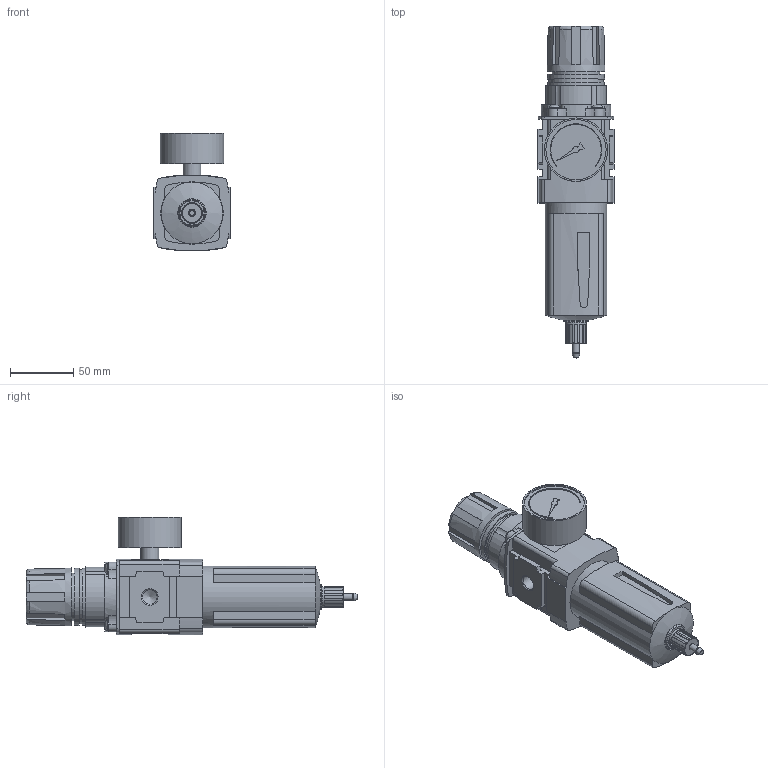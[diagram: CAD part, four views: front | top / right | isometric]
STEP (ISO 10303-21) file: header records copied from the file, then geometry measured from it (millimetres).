
FILE_DESCRIPTION( ( 'STEP AP214' ), ' ' );
FILE_NAME( 'P32EB12EGMBNGP.stp', '2017-09-21T08:39:59', ( '' ), ( '' ), ' ', 'PARTsolutions', ' ' );
FILE_SCHEMA( ( 'AUTOMOTIVE_DESIGN { 1 0 10303 214 1 1 1 1 }' ) );
Length unit declared in the file: inch
Products named in the file (6): P32EB12EGMBNGP; _P32EB12EGG_body; _P32EBGM_bowl; _P32EBGM_drain; _P32EBGM_regulator; _P32EB1GG_gauge
Assembly tree (5 placements, depth 2):
  P32EB12EGMBNGP
    _P32EB12EGG_body
    _P32EBGM_bowl
    _P32EBGM_drain
    _P32EBGM_regulator
    _P32EB1GG_gauge
Bounding box: 60 x 261.75 x 92.91 mm (x, y, z)
Volume: 440735.3 mm3; surface area: 97599.9 mm2
Topology: 5 solids, 9 shells, 398 faces, 1001 edges, 661 vertices
Faces by surface type: plane 231, cylinder 121, torus 21, cone 19, bspline 6
Full cylindrical faces by diameter (mm): 4 x8, 5.156 x1, 5.5 x4, 6.172 x1, 7.938 x1, 11.445 x3, 12.7 x1, 13.157 x2, 14 x1, 16.256 x1, 19.05 x1, 21.59 x1, 37.4 x1, 42.6 x1, 43.612 x1, 44.12 x1, 45 x2, 46.736 x2, 47.244 x2, 47.46 x1, 48.77 x1, 49.278 x1, 50 x1
Entity records: 15273 total; most frequent: CARTESIAN_POINT 2583, DIRECTION 2037, ORIENTED_EDGE 1806, EDGE_CURVE 903, AXIS2_PLACEMENT_3D 782, VERTEX_POINT 644, EDGE_LOOP 521, LINE 473
